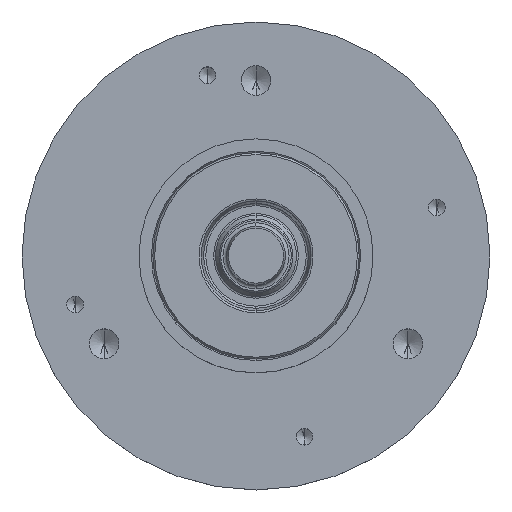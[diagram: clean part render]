
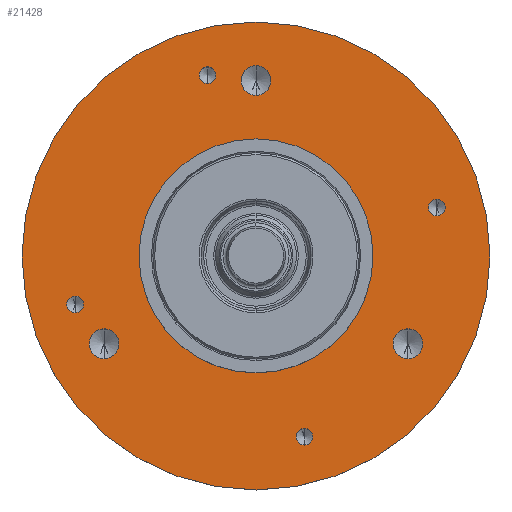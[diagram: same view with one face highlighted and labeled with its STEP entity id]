
A CAD part, top view. The second image highlights one B-rep face of the part: STEP entity #21428.
In plain terms, the highlighted planar face has unit normal (0, 0, 1).
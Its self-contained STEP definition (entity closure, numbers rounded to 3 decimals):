
#3390=CARTESIAN_POINT('',(0.,0.,22.5));
#3391=DIRECTION('',(0.,0.,1.));
#3392=DIRECTION('',(1.,0.,0.));
#3393=AXIS2_PLACEMENT_3D('',#3390,#3391,#3392);
#3404=CARTESIAN_POINT('',(0.,0.,22.5));
#3405=DIRECTION('',(0.,0.,1.));
#3406=DIRECTION('',(-1.,0.,0.));
#3407=AXIS2_PLACEMENT_3D('',#3404,#3405,#3406);
#3409=CARTESIAN_POINT('',(-24.535,-6.574,22.5));
#3410=DIRECTION('',(0.,0.,1.));
#3411=DIRECTION('',(0.,-1.,0.));
#3412=AXIS2_PLACEMENT_3D('',#3409,#3410,#3411);
#3414=CARTESIAN_POINT('',(-24.535,-6.574,22.5));
#3415=DIRECTION('',(0.,0.,1.));
#3416=DIRECTION('',(0.,1.,0.));
#3417=AXIS2_PLACEMENT_3D('',#3414,#3415,#3416);
#3419=CARTESIAN_POINT('',(-6.574,24.535,22.5));
#3420=DIRECTION('',(0.,0.,1.));
#3421=DIRECTION('',(0.,-1.,0.));
#3422=AXIS2_PLACEMENT_3D('',#3419,#3420,#3421);
#3424=CARTESIAN_POINT('',(-6.574,24.535,22.5));
#3425=DIRECTION('',(0.,0.,1.));
#3426=DIRECTION('',(0.,1.,0.));
#3427=AXIS2_PLACEMENT_3D('',#3424,#3425,#3426);
#3429=CARTESIAN_POINT('',(24.535,6.574,22.5));
#3430=DIRECTION('',(0.,0.,1.));
#3431=DIRECTION('',(0.,-1.,0.));
#3432=AXIS2_PLACEMENT_3D('',#3429,#3430,#3431);
#3434=CARTESIAN_POINT('',(24.535,6.574,22.5));
#3435=DIRECTION('',(0.,0.,1.));
#3436=DIRECTION('',(0.,1.,0.));
#3437=AXIS2_PLACEMENT_3D('',#3434,#3435,#3436);
#3439=CARTESIAN_POINT('',(6.574,-24.535,22.5));
#3440=DIRECTION('',(0.,0.,1.));
#3441=DIRECTION('',(0.,-1.,0.));
#3442=AXIS2_PLACEMENT_3D('',#3439,#3440,#3441);
#3444=CARTESIAN_POINT('',(6.574,-24.535,22.5));
#3445=DIRECTION('',(0.,0.,1.));
#3446=DIRECTION('',(0.,1.,0.));
#3447=AXIS2_PLACEMENT_3D('',#3444,#3445,#3446);
#3449=CARTESIAN_POINT('',(-20.62,-11.905,22.5));
#3450=DIRECTION('',(0.,0.,1.));
#3451=DIRECTION('',(0.,-1.,0.));
#3452=AXIS2_PLACEMENT_3D('',#3449,#3450,#3451);
#3454=CARTESIAN_POINT('',(-20.62,-11.905,22.5));
#3455=DIRECTION('',(0.,0.,1.));
#3456=DIRECTION('',(0.,1.,0.));
#3457=AXIS2_PLACEMENT_3D('',#3454,#3455,#3456);
#3459=CARTESIAN_POINT('',(0.,23.81,22.5));
#3460=DIRECTION('',(0.,0.,1.));
#3461=DIRECTION('',(0.,-1.,0.));
#3462=AXIS2_PLACEMENT_3D('',#3459,#3460,#3461);
#3464=CARTESIAN_POINT('',(0.,23.81,22.5));
#3465=DIRECTION('',(0.,0.,1.));
#3466=DIRECTION('',(0.,1.,0.));
#3467=AXIS2_PLACEMENT_3D('',#3464,#3465,#3466);
#3469=CARTESIAN_POINT('',(20.62,-11.905,22.5));
#3470=DIRECTION('',(0.,0.,1.));
#3471=DIRECTION('',(0.,-1.,0.));
#3472=AXIS2_PLACEMENT_3D('',#3469,#3470,#3471);
#3474=CARTESIAN_POINT('',(20.62,-11.905,22.5));
#3475=DIRECTION('',(0.,0.,1.));
#3476=DIRECTION('',(0.,1.,0.));
#3477=AXIS2_PLACEMENT_3D('',#3474,#3475,#3476);
#3483=CARTESIAN_POINT('',(0.,0.,22.5));
#3484=DIRECTION('',(0.,0.,1.));
#3485=DIRECTION('',(0.,1.,0.));
#3486=AXIS2_PLACEMENT_3D('',#3483,#3484,#3485);
#3502=CARTESIAN_POINT('',(0.,0.,22.5));
#3503=DIRECTION('',(0.,0.,-1.));
#3504=DIRECTION('',(0.,1.,0.));
#3505=AXIS2_PLACEMENT_3D('',#3502,#3503,#3504);
#17045=CARTESIAN_POINT('',(0.,15.875,22.5));
#17046=CARTESIAN_POINT('',(0.,-15.875,22.5));
#17047=VERTEX_POINT('',#17045);
#17048=VERTEX_POINT('',#17046);
#17057=CARTESIAN_POINT('',(31.75,0.,22.5));
#17058=CARTESIAN_POINT('',(-31.75,0.,22.5));
#17059=VERTEX_POINT('',#17057);
#17060=VERTEX_POINT('',#17058);
#17071=CARTESIAN_POINT('',(-24.535,-7.704,22.5));
#17072=CARTESIAN_POINT('',(-24.535,-5.444,22.5));
#17073=VERTEX_POINT('',#17071);
#17074=VERTEX_POINT('',#17072);
#17081=CARTESIAN_POINT('',(-6.574,23.404,22.5));
#17082=CARTESIAN_POINT('',(-6.574,25.665,22.5));
#17083=VERTEX_POINT('',#17081);
#17084=VERTEX_POINT('',#17082);
#17091=CARTESIAN_POINT('',(24.535,5.444,22.5));
#17092=CARTESIAN_POINT('',(24.535,7.704,22.5));
#17093=VERTEX_POINT('',#17091);
#17094=VERTEX_POINT('',#17092);
#17101=CARTESIAN_POINT('',(6.574,-25.665,22.5));
#17102=CARTESIAN_POINT('',(6.574,-23.404,22.5));
#17103=VERTEX_POINT('',#17101);
#17104=VERTEX_POINT('',#17102);
#17111=CARTESIAN_POINT('',(-20.62,-13.924,22.5));
#17112=CARTESIAN_POINT('',(-20.62,-9.886,22.5));
#17113=VERTEX_POINT('',#17111);
#17114=VERTEX_POINT('',#17112);
#17121=CARTESIAN_POINT('',(0.,21.791,22.5));
#17122=CARTESIAN_POINT('',(0.,25.829,22.5));
#17123=VERTEX_POINT('',#17121);
#17124=VERTEX_POINT('',#17122);
#17131=CARTESIAN_POINT('',(20.62,-13.924,22.5));
#17132=CARTESIAN_POINT('',(20.62,-9.886,22.5));
#17133=VERTEX_POINT('',#17131);
#17134=VERTEX_POINT('',#17132);
#21371=CARTESIAN_POINT('',(0.,0.,22.5));
#21372=DIRECTION('',(0.,0.,-1.));
#21373=DIRECTION('',(0.,1.,0.));
#21374=AXIS2_PLACEMENT_3D('',#21371,#21372,#21373);
#21375=PLANE('',#21374);
#21376=ORIENTED_EDGE('',*,*,#21351,.F.);
#21377=ORIENTED_EDGE('',*,*,#21365,.F.);
#21378=EDGE_LOOP('',(#21376,#21377));
#21379=FACE_OUTER_BOUND('',#21378,.F.);
#21381=ORIENTED_EDGE('',*,*,#21380,.T.);
#21383=ORIENTED_EDGE('',*,*,#21382,.F.);
#21384=EDGE_LOOP('',(#21381,#21383));
#21385=FACE_BOUND('',#21384,.F.);
#21387=ORIENTED_EDGE('',*,*,#21386,.T.);
#21389=ORIENTED_EDGE('',*,*,#21388,.T.);
#21390=EDGE_LOOP('',(#21387,#21389));
#21391=FACE_BOUND('',#21390,.F.);
#21393=ORIENTED_EDGE('',*,*,#21392,.T.);
#21395=ORIENTED_EDGE('',*,*,#21394,.T.);
#21396=EDGE_LOOP('',(#21393,#21395));
#21397=FACE_BOUND('',#21396,.F.);
#21399=ORIENTED_EDGE('',*,*,#21398,.T.);
#21401=ORIENTED_EDGE('',*,*,#21400,.T.);
#21402=EDGE_LOOP('',(#21399,#21401));
#21403=FACE_BOUND('',#21402,.F.);
#21405=ORIENTED_EDGE('',*,*,#21404,.T.);
#21407=ORIENTED_EDGE('',*,*,#21406,.T.);
#21408=EDGE_LOOP('',(#21405,#21407));
#21409=FACE_BOUND('',#21408,.F.);
#21411=ORIENTED_EDGE('',*,*,#21410,.T.);
#21413=ORIENTED_EDGE('',*,*,#21412,.T.);
#21414=EDGE_LOOP('',(#21411,#21413));
#21415=FACE_BOUND('',#21414,.F.);
#21417=ORIENTED_EDGE('',*,*,#21416,.T.);
#21419=ORIENTED_EDGE('',*,*,#21418,.T.);
#21420=EDGE_LOOP('',(#21417,#21419));
#21421=FACE_BOUND('',#21420,.F.);
#21423=ORIENTED_EDGE('',*,*,#21422,.T.);
#21425=ORIENTED_EDGE('',*,*,#21424,.T.);
#21426=EDGE_LOOP('',(#21423,#21425));
#21427=FACE_BOUND('',#21426,.F.);
#3394=CIRCLE('',#3393,31.75);
#3408=CIRCLE('',#3407,31.75);
#3413=CIRCLE('',#3412,1.13);
#3418=CIRCLE('',#3417,1.13);
#3423=CIRCLE('',#3422,1.13);
#3428=CIRCLE('',#3427,1.13);
#3433=CIRCLE('',#3432,1.13);
#3438=CIRCLE('',#3437,1.13);
#3443=CIRCLE('',#3442,1.13);
#3448=CIRCLE('',#3447,1.13);
#3453=CIRCLE('',#3452,2.019);
#3458=CIRCLE('',#3457,2.019);
#3463=CIRCLE('',#3462,2.019);
#3468=CIRCLE('',#3467,2.019);
#3473=CIRCLE('',#3472,2.019);
#3478=CIRCLE('',#3477,2.019);
#3487=CIRCLE('',#3486,15.875);
#3506=CIRCLE('',#3505,15.875);
#21351=EDGE_CURVE('',#17059,#17060,#3394,.T.);
#21365=EDGE_CURVE('',#17060,#17059,#3408,.T.);
#21380=EDGE_CURVE('',#17047,#17048,#3487,.T.);
#21382=EDGE_CURVE('',#17047,#17048,#3506,.T.);
#21386=EDGE_CURVE('',#17073,#17074,#3413,.T.);
#21388=EDGE_CURVE('',#17074,#17073,#3418,.T.);
#21392=EDGE_CURVE('',#17083,#17084,#3423,.T.);
#21394=EDGE_CURVE('',#17084,#17083,#3428,.T.);
#21398=EDGE_CURVE('',#17093,#17094,#3433,.T.);
#21400=EDGE_CURVE('',#17094,#17093,#3438,.T.);
#21404=EDGE_CURVE('',#17103,#17104,#3443,.T.);
#21406=EDGE_CURVE('',#17104,#17103,#3448,.T.);
#21410=EDGE_CURVE('',#17113,#17114,#3453,.T.);
#21412=EDGE_CURVE('',#17114,#17113,#3458,.T.);
#21416=EDGE_CURVE('',#17123,#17124,#3463,.T.);
#21418=EDGE_CURVE('',#17124,#17123,#3468,.T.);
#21422=EDGE_CURVE('',#17133,#17134,#3473,.T.);
#21424=EDGE_CURVE('',#17134,#17133,#3478,.T.);
#21428=ADVANCED_FACE('',(#21379,#21385,#21391,#21397,#21403,#21409,#21415,
#21421,#21427),#21375,.F.);
